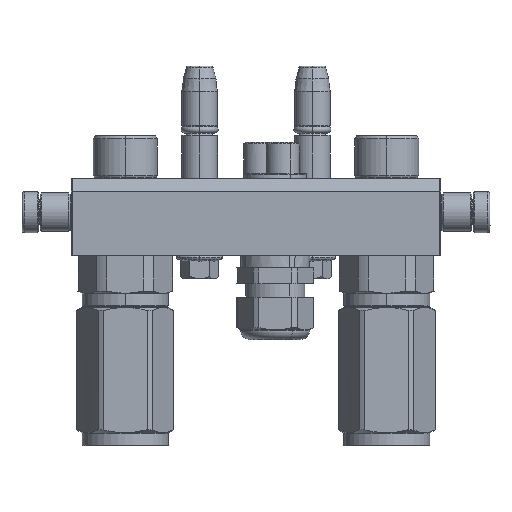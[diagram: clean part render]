
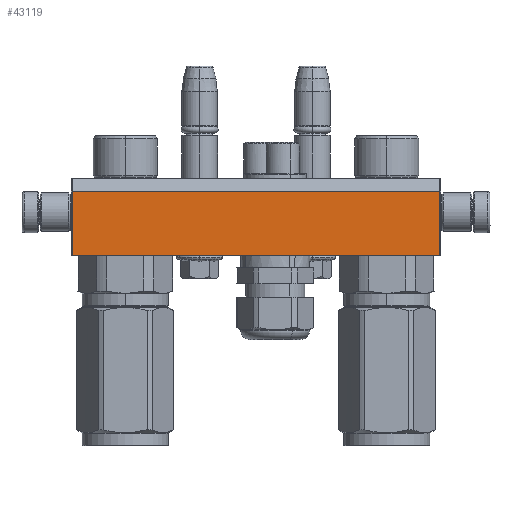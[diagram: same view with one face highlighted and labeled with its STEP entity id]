
A CAD part, left-side view. The second image highlights one B-rep face of the part: STEP entity #43119.
In plain terms, the highlighted face is planar.
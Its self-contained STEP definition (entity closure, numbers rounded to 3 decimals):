
#3892 = VECTOR ( 'NONE', #38072, 1000. ) ;
#4071 = DIRECTION ( 'NONE',  ( -1., 0., 0. ) ) ;
#5573 = VERTEX_POINT ( 'NONE', #26472 ) ;
#6211 = CARTESIAN_POINT ( 'NONE',  ( 0.5, 5., -90. ) ) ;
#7220 = EDGE_LOOP ( 'NONE', ( #25252, #51332, #17592, #10921 ) ) ;
#10052 = VECTOR ( 'NONE', #4071, 1000. ) ;
#10921 = ORIENTED_EDGE ( 'NONE', *, *, #15485, .T. ) ;
#11667 = VECTOR ( 'NONE', #45536, 1000. ) ;
#13926 = CARTESIAN_POINT ( 'NONE',  ( 144., 0., -90. ) ) ;
#14177 = LINE ( 'NONE', #82643, #10052 ) ;
#15485 = EDGE_CURVE ( 'NONE', #61678, #36967, #63654, .T. ) ;
#17592 = ORIENTED_EDGE ( 'NONE', *, *, #50158, .T. ) ;
#20725 = DIRECTION ( 'NONE',  ( -1., 0., 0. ) ) ;
#25252 = ORIENTED_EDGE ( 'NONE', *, *, #62930, .F. ) ;
#25816 = VERTEX_POINT ( 'NONE', #38180 ) ;
#26472 = CARTESIAN_POINT ( 'NONE',  ( 143.5, 30., -90. ) ) ;
#29192 = CARTESIAN_POINT ( 'NONE',  ( 0.5, 5., -90. ) ) ;
#31028 = FACE_OUTER_BOUND ( 'NONE', #7220, .T. ) ;
#33223 = PLANE ( 'NONE',  #66980 ) ;
#36967 = VERTEX_POINT ( 'NONE', #54027 ) ;
#38072 = DIRECTION ( 'NONE',  ( 0., 1., 0. ) ) ;
#38180 = CARTESIAN_POINT ( 'NONE',  ( 143.5, 5., -90. ) ) ;
#43119 = ADVANCED_FACE ( 'NONE', ( #31028 ), #33223, .T. ) ;
#45536 = DIRECTION ( 'NONE',  ( 0., 1., 0. ) ) ;
#46699 = LINE ( 'NONE', #76244, #3892 ) ;
#50158 = EDGE_CURVE ( 'NONE', #25816, #61678, #14177, .T. ) ;
#51332 = ORIENTED_EDGE ( 'NONE', *, *, #54373, .F. ) ;
#54027 = CARTESIAN_POINT ( 'NONE',  ( 0.5, 30., -90. ) ) ;
#54373 = EDGE_CURVE ( 'NONE', #25816, #5573, #46699, .T. ) ;
#58246 = LINE ( 'NONE', #64541, #64383 ) ;
#58822 = DIRECTION ( 'NONE',  ( -1., 0., 0. ) ) ;
#61678 = VERTEX_POINT ( 'NONE', #29192 ) ;
#62930 = EDGE_CURVE ( 'NONE', #5573, #36967, #58246, .T. ) ;
#63654 = LINE ( 'NONE', #6211, #11667 ) ;
#64383 = VECTOR ( 'NONE', #58822, 1000. ) ;
#64541 = CARTESIAN_POINT ( 'NONE',  ( 143.5, 30., -90. ) ) ;
#66980 = AXIS2_PLACEMENT_3D ( 'NONE', #13926, #73065, #20725 ) ;
#73065 = DIRECTION ( 'NONE',  ( 0., 0., -1. ) ) ;
#76244 = CARTESIAN_POINT ( 'NONE',  ( 143.5, 5., -90. ) ) ;
#82643 = CARTESIAN_POINT ( 'NONE',  ( 143.5, 5., -90. ) ) ;
